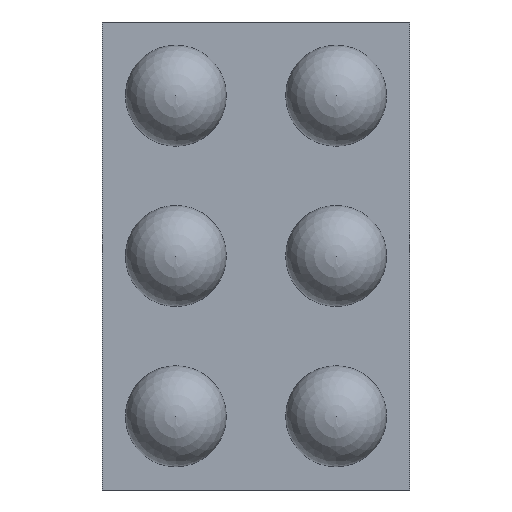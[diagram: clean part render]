
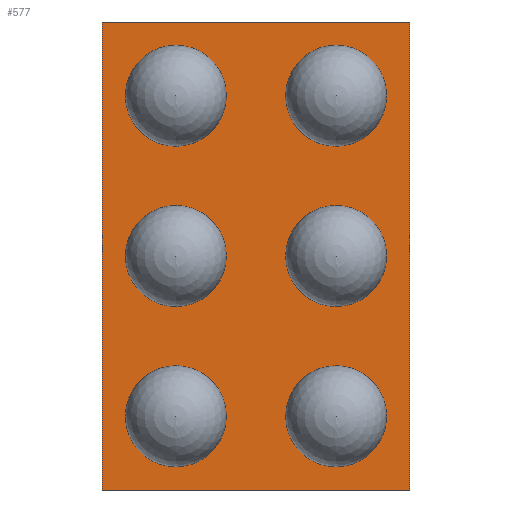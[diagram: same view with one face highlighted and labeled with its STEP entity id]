
A CAD part, front view. The second image highlights one B-rep face of the part: STEP entity #577.
In plain terms, the highlighted planar face has unit normal (0, -1, 0).
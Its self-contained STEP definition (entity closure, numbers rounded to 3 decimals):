
#46 = CARTESIAN_POINT ( 'NONE',  ( 0.48, 0.275, -0.73 ) ) ;
#80 = LINE ( 'NONE', #251, #450 ) ;
#81 = DIRECTION ( 'NONE',  ( 0., -1., 0. ) ) ;
#104 = CARTESIAN_POINT ( 'NONE',  ( 0.48, 0.275, 0.73 ) ) ;
#131 = LINE ( 'NONE', #524, #730 ) ;
#218 = CARTESIAN_POINT ( 'NONE',  ( -0.48, 0.275, 0.73 ) ) ;
#231 = DIRECTION ( 'NONE',  ( 0., 0., -1. ) ) ;
#251 = CARTESIAN_POINT ( 'NONE',  ( -0.48, 0.275, 0.73 ) ) ;
#254 = ORIENTED_EDGE ( 'NONE', *, *, #774, .F. ) ;
#280 = CARTESIAN_POINT ( 'NONE',  ( -0.48, 0.275, -0.73 ) ) ;
#333 = VERTEX_POINT ( 'NONE', #482 ) ;
#334 = EDGE_CURVE ( 'NONE', #754, #333, #80, .T. ) ;
#407 = VERTEX_POINT ( 'NONE', #46 ) ;
#423 = FACE_OUTER_BOUND ( 'NONE', #825, .T. ) ;
#438 = PLANE ( 'NONE',  #615 ) ;
#441 = VERTEX_POINT ( 'NONE', #280 ) ;
#447 = CARTESIAN_POINT ( 'NONE',  ( 0., 0.275, 0. ) ) ;
#450 = VECTOR ( 'NONE', #471, 1000. ) ;
#471 = DIRECTION ( 'NONE',  ( 1., 0., 0. ) ) ;
#482 = CARTESIAN_POINT ( 'NONE',  ( 0.48, 0.275, 0.73 ) ) ;
#511 = DIRECTION ( 'NONE',  ( 0., 0., 1. ) ) ;
#524 = CARTESIAN_POINT ( 'NONE',  ( -0.48, 0.275, -0.73 ) ) ;
#525 = LINE ( 'NONE', #104, #860 ) ;
#577 = ADVANCED_FACE ( 'NONE', ( #423 ), #438, .T. ) ;
#615 = AXIS2_PLACEMENT_3D ( 'NONE', #447, #81, #231 ) ;
#623 = CARTESIAN_POINT ( 'NONE',  ( -0.48, 0.275, 0.73 ) ) ;
#625 = EDGE_CURVE ( 'NONE', #441, #754, #795, .T. ) ;
#679 = DIRECTION ( 'NONE',  ( 0., 0., -1. ) ) ;
#718 = EDGE_CURVE ( 'NONE', #333, #407, #525, .T. ) ;
#730 = VECTOR ( 'NONE', #831, 1000. ) ;
#737 = ORIENTED_EDGE ( 'NONE', *, *, #334, .F. ) ;
#743 = ORIENTED_EDGE ( 'NONE', *, *, #718, .F. ) ;
#754 = VERTEX_POINT ( 'NONE', #623 ) ;
#774 = EDGE_CURVE ( 'NONE', #407, #441, #131, .T. ) ;
#781 = VECTOR ( 'NONE', #511, 1000. ) ;
#795 = LINE ( 'NONE', #218, #781 ) ;
#825 = EDGE_LOOP ( 'NONE', ( #743, #737, #937, #254 ) ) ;
#831 = DIRECTION ( 'NONE',  ( -1., 0., 0. ) ) ;
#860 = VECTOR ( 'NONE', #679, 1000. ) ;
#937 = ORIENTED_EDGE ( 'NONE', *, *, #625, .F. ) ;
